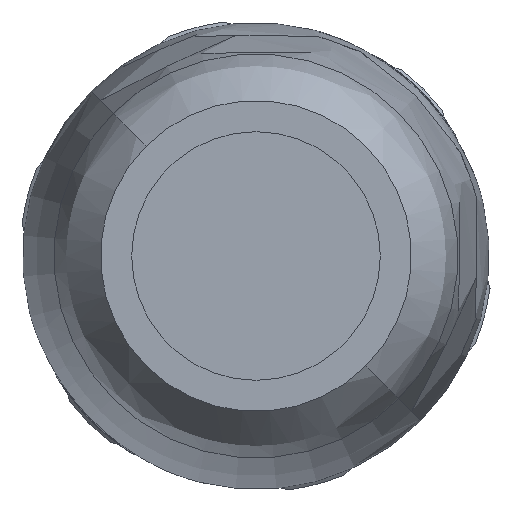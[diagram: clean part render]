
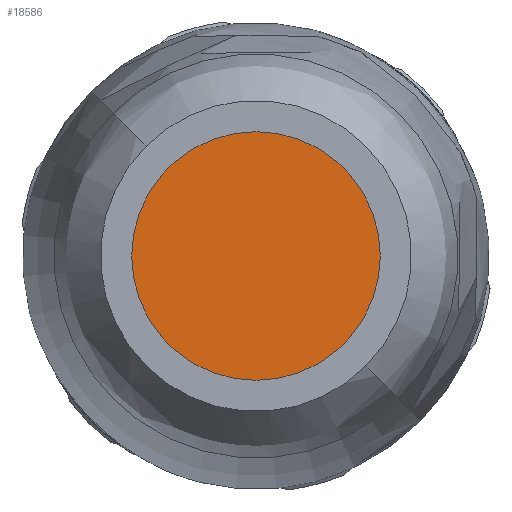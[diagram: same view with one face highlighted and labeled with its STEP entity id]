
A CAD part, front view. The second image highlights one B-rep face of the part: STEP entity #18586.
In plain terms, the highlighted planar face has unit normal (0, -1, 0).
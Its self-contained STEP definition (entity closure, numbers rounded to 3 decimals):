
#5567=CARTESIAN_POINT('',(0.,-104.3,0.));
#5568=DIRECTION('',(0.,1.,0.));
#5569=DIRECTION('',(-1.,0.,0.));
#5570=AXIS2_PLACEMENT_3D('',#5567,#5568,#5569);
#5572=CARTESIAN_POINT('',(0.,-104.3,0.));
#5573=DIRECTION('',(0.,1.,0.));
#5574=DIRECTION('',(1.,0.,0.));
#5575=AXIS2_PLACEMENT_3D('',#5572,#5573,#5574);
#8640=CARTESIAN_POINT('',(-4.,-104.3,0.));
#8641=CARTESIAN_POINT('',(4.,-104.3,0.));
#8642=VERTEX_POINT('',#8640);
#8643=VERTEX_POINT('',#8641);
#18577=CARTESIAN_POINT('',(0.,-104.3,0.));
#18578=DIRECTION('',(0.,1.,0.));
#18579=DIRECTION('',(1.,0.,0.));
#18580=AXIS2_PLACEMENT_3D('',#18577,#18578,#18579);
#18581=PLANE('',#18580);
#18582=ORIENTED_EDGE('',*,*,#18557,.T.);
#18583=ORIENTED_EDGE('',*,*,#18571,.T.);
#18584=EDGE_LOOP('',(#18582,#18583));
#18585=FACE_OUTER_BOUND('',#18584,.F.);
#18586=ADVANCED_FACE('',(#18585),#18581,.F.);
#5571=CIRCLE('',#5570,4.);
#5576=CIRCLE('',#5575,4.);
#18557=EDGE_CURVE('',#8642,#8643,#5571,.T.);
#18571=EDGE_CURVE('',#8643,#8642,#5576,.T.);
